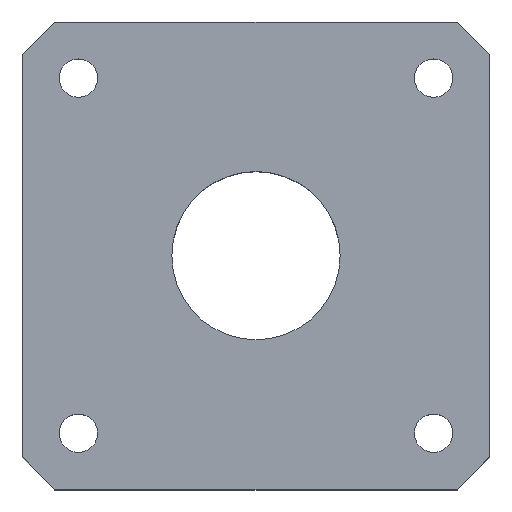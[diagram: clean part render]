
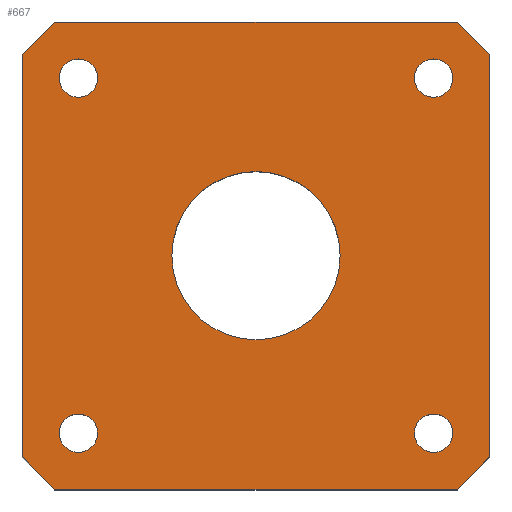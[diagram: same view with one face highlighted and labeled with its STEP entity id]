
A CAD part, top view. The second image highlights one B-rep face of the part: STEP entity #667.
In plain terms, the highlighted planar face has unit normal (0, 0, 1).
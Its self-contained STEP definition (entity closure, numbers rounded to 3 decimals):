
#31=FACE_BOUND('',#149,.T.);
#32=FACE_BOUND('',#150,.T.);
#33=FACE_BOUND('',#151,.T.);
#34=FACE_BOUND('',#152,.T.);
#35=FACE_BOUND('',#153,.T.);
#56=PLANE('',#762);
#94=FACE_OUTER_BOUND('',#148,.T.);
#148=EDGE_LOOP('',(#600,#601,#602,#603,#604,#605,#606,#607));
#149=EDGE_LOOP('',(#608));
#150=EDGE_LOOP('',(#609));
#151=EDGE_LOOP('',(#610));
#152=EDGE_LOOP('',(#611));
#153=EDGE_LOOP('',(#612));
#192=LINE('',#1117,#245);
#194=LINE('',#1121,#247);
#196=LINE('',#1125,#249);
#198=LINE('',#1129,#251);
#200=LINE('',#1133,#253);
#202=LINE('',#1137,#255);
#204=LINE('',#1141,#257);
#206=LINE('',#1144,#259);
#245=VECTOR('',#931,10.);
#247=VECTOR('',#935,10.);
#249=VECTOR('',#939,10.);
#251=VECTOR('',#943,10.);
#253=VECTOR('',#947,10.);
#255=VECTOR('',#951,10.);
#257=VECTOR('',#955,10.);
#259=VECTOR('',#959,10.);
#272=CIRCLE('',#713,2.05);
#274=CIRCLE('',#716,2.05);
#276=CIRCLE('',#719,2.05);
#278=CIRCLE('',#722,2.05);
#285=CIRCLE('',#736,9.);
#314=VERTEX_POINT('',#1021);
#316=VERTEX_POINT('',#1027);
#318=VERTEX_POINT('',#1033);
#320=VERTEX_POINT('',#1039);
#327=VERTEX_POINT('',#1063);
#344=VERTEX_POINT('',#1114);
#345=VERTEX_POINT('',#1116);
#346=VERTEX_POINT('',#1120);
#347=VERTEX_POINT('',#1124);
#348=VERTEX_POINT('',#1128);
#349=VERTEX_POINT('',#1132);
#350=VERTEX_POINT('',#1136);
#351=VERTEX_POINT('',#1140);
#381=EDGE_CURVE('',#314,#314,#272,.T.);
#384=EDGE_CURVE('',#316,#316,#274,.T.);
#387=EDGE_CURVE('',#318,#318,#276,.T.);
#390=EDGE_CURVE('',#320,#320,#278,.T.);
#399=EDGE_CURVE('',#327,#327,#285,.T.);
#424=EDGE_CURVE('',#345,#344,#192,.T.);
#426=EDGE_CURVE('',#346,#345,#194,.T.);
#428=EDGE_CURVE('',#347,#346,#196,.T.);
#430=EDGE_CURVE('',#348,#347,#198,.T.);
#432=EDGE_CURVE('',#349,#348,#200,.T.);
#434=EDGE_CURVE('',#350,#349,#202,.T.);
#436=EDGE_CURVE('',#351,#350,#204,.T.);
#438=EDGE_CURVE('',#344,#351,#206,.T.);
#600=ORIENTED_EDGE('',*,*,#438,.T.);
#601=ORIENTED_EDGE('',*,*,#436,.T.);
#602=ORIENTED_EDGE('',*,*,#434,.T.);
#603=ORIENTED_EDGE('',*,*,#432,.T.);
#604=ORIENTED_EDGE('',*,*,#430,.T.);
#605=ORIENTED_EDGE('',*,*,#428,.T.);
#606=ORIENTED_EDGE('',*,*,#426,.T.);
#607=ORIENTED_EDGE('',*,*,#424,.T.);
#608=ORIENTED_EDGE('',*,*,#381,.T.);
#609=ORIENTED_EDGE('',*,*,#384,.T.);
#610=ORIENTED_EDGE('',*,*,#387,.T.);
#611=ORIENTED_EDGE('',*,*,#390,.T.);
#612=ORIENTED_EDGE('',*,*,#399,.T.);
#667=ADVANCED_FACE('',(#94,#31,#32,#33,#34,#35),#56,.T.);
#713=AXIS2_PLACEMENT_3D('',#1023,#826,#827);
#716=AXIS2_PLACEMENT_3D('',#1029,#833,#834);
#719=AXIS2_PLACEMENT_3D('',#1035,#840,#841);
#722=AXIS2_PLACEMENT_3D('',#1041,#847,#848);
#736=AXIS2_PLACEMENT_3D('',#1064,#877,#878);
#762=AXIS2_PLACEMENT_3D('',#1145,#960,#961);
#826=DIRECTION('center_axis',(0.,0.,-1.));
#827=DIRECTION('ref_axis',(-1.,0.,0.));
#833=DIRECTION('center_axis',(0.,0.,-1.));
#834=DIRECTION('ref_axis',(-1.,0.,0.));
#840=DIRECTION('center_axis',(0.,0.,-1.));
#841=DIRECTION('ref_axis',(-1.,0.,0.));
#847=DIRECTION('center_axis',(0.,0.,-1.));
#848=DIRECTION('ref_axis',(-1.,0.,0.));
#877=DIRECTION('center_axis',(0.,0.,-1.));
#878=DIRECTION('ref_axis',(1.,0.,0.));
#931=DIRECTION('',(0.707,0.707,0.));
#935=DIRECTION('',(1.,0.,0.));
#939=DIRECTION('',(0.707,-0.707,0.));
#943=DIRECTION('',(0.,-1.,0.));
#947=DIRECTION('',(-0.707,-0.707,0.));
#951=DIRECTION('',(-1.,0.,0.));
#955=DIRECTION('',(-0.707,0.707,0.));
#959=DIRECTION('',(0.,1.,0.));
#960=DIRECTION('center_axis',(0.,0.,1.));
#961=DIRECTION('ref_axis',(1.,0.,0.));
#1021=CARTESIAN_POINT('',(4.591,6.,5.));
#1023=CARTESIAN_POINT('Origin',(2.541,6.,5.));
#1027=CARTESIAN_POINT('',(4.591,44.,5.));
#1029=CARTESIAN_POINT('Origin',(2.541,44.,5.));
#1033=CARTESIAN_POINT('',(42.591,6.,5.));
#1035=CARTESIAN_POINT('Origin',(40.541,6.,5.));
#1039=CARTESIAN_POINT('',(42.591,44.,5.));
#1041=CARTESIAN_POINT('Origin',(40.541,44.,5.));
#1063=CARTESIAN_POINT('',(12.541,25.,5.));
#1064=CARTESIAN_POINT('Origin',(21.541,25.,5.));
#1114=CARTESIAN_POINT('',(46.541,3.459,5.));
#1116=CARTESIAN_POINT('',(43.081,0.,5.));
#1117=CARTESIAN_POINT('',(43.081,0.,5.));
#1120=CARTESIAN_POINT('',(0.,0.,5.));
#1121=CARTESIAN_POINT('',(0.,0.,5.));
#1124=CARTESIAN_POINT('',(-3.459,3.459,5.));
#1125=CARTESIAN_POINT('',(-3.459,3.459,5.));
#1128=CARTESIAN_POINT('',(-3.459,46.541,5.));
#1129=CARTESIAN_POINT('',(-3.459,46.541,5.));
#1132=CARTESIAN_POINT('',(0.,50.,5.));
#1133=CARTESIAN_POINT('',(0.,50.,5.));
#1136=CARTESIAN_POINT('',(43.081,50.,5.));
#1137=CARTESIAN_POINT('',(43.081,50.,5.));
#1140=CARTESIAN_POINT('',(46.541,46.541,5.));
#1141=CARTESIAN_POINT('',(46.541,46.541,5.));
#1144=CARTESIAN_POINT('',(46.541,3.459,5.));
#1145=CARTESIAN_POINT('Origin',(21.541,25.,5.));
